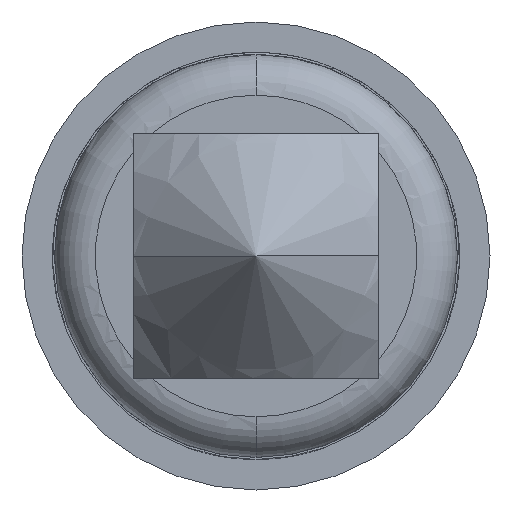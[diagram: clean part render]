
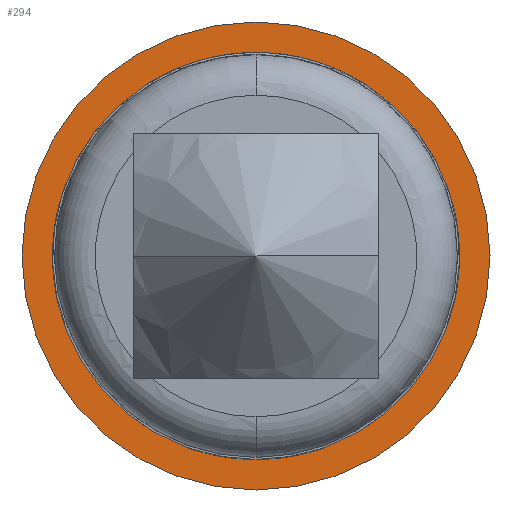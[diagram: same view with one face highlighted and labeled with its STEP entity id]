
A CAD part, front view. The second image highlights one B-rep face of the part: STEP entity #294.
In plain terms, the highlighted planar face has unit normal (0, -1, 0).
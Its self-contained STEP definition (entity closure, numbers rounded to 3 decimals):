
#172 = CIRCLE ( 'NONE', #2556, 0.575 ) ;
#189 = DIRECTION ( 'NONE',  ( 0., 1., 0. ) ) ;
#294 = ADVANCED_FACE ( 'Defeature ausgef�hrt1_9', ( #2019, #3310 ), #358, .T. ) ;
#358 = PLANE ( 'NONE',  #3113 ) ;
#465 = VERTEX_POINT ( 'NONE', #3088 ) ;
#555 = EDGE_LOOP ( 'NONE', ( #2065, #4204 ) ) ;
#651 = CIRCLE ( 'NONE', #3844, 0.5 ) ;
#695 = CARTESIAN_POINT ( 'NONE',  ( -0.575, -0.2, 0. ) ) ;
#826 = DIRECTION ( 'NONE',  ( 0., 0., 1. ) ) ;
#842 = CARTESIAN_POINT ( 'NONE',  ( 0., -0.2, 0. ) ) ;
#913 = ORIENTED_EDGE ( 'NONE', *, *, #1984, .T. ) ;
#1113 = CIRCLE ( 'NONE', #2216, 0.5 ) ;
#1167 = VERTEX_POINT ( 'NONE', #2783 ) ;
#1276 = CARTESIAN_POINT ( 'NONE',  ( 0., -0.2, 0. ) ) ;
#1405 = CIRCLE ( 'NONE', #1674, 0.575 ) ;
#1674 = AXIS2_PLACEMENT_3D ( 'NONE', #842, #189, #3714 ) ;
#1722 = EDGE_CURVE ( 'NONE', #4052, #2106, #172, .T. ) ;
#1831 = CARTESIAN_POINT ( 'NONE',  ( 0., -0.2, 0. ) ) ;
#1984 = EDGE_CURVE ( 'NONE', #465, #1167, #651, .T. ) ;
#2019 = FACE_BOUND ( 'NONE', #2762, .T. ) ;
#2065 = ORIENTED_EDGE ( 'NONE', *, *, #3264, .F. ) ;
#2106 = VERTEX_POINT ( 'NONE', #2324 ) ;
#2216 = AXIS2_PLACEMENT_3D ( 'NONE', #2415, #3037, #2740 ) ;
#2259 = DIRECTION ( 'NONE',  ( 0., 1., 0. ) ) ;
#2324 = CARTESIAN_POINT ( 'NONE',  ( 0., -0.2, 0.575 ) ) ;
#2415 = CARTESIAN_POINT ( 'NONE',  ( 0., -0.2, 0. ) ) ;
#2490 = DIRECTION ( 'NONE',  ( 0., 1., 0. ) ) ;
#2556 = AXIS2_PLACEMENT_3D ( 'NONE', #1276, #2259, #3870 ) ;
#2674 = DIRECTION ( 'NONE',  ( 0., -1., 0. ) ) ;
#2740 = DIRECTION ( 'NONE',  ( 0., 0., 1. ) ) ;
#2762 = EDGE_LOOP ( 'NONE', ( #3301, #913 ) ) ;
#2783 = CARTESIAN_POINT ( 'NONE',  ( 0., -0.2, 0.5 ) ) ;
#2993 = DIRECTION ( 'NONE',  ( 0., 0., -1. ) ) ;
#3037 = DIRECTION ( 'NONE',  ( 0., 1., 0. ) ) ;
#3088 = CARTESIAN_POINT ( 'NONE',  ( 0., -0.2, -0.5 ) ) ;
#3113 = AXIS2_PLACEMENT_3D ( 'NONE', #695, #2674, #2993 ) ;
#3264 = EDGE_CURVE ( 'NONE', #2106, #4052, #1405, .T. ) ;
#3301 = ORIENTED_EDGE ( 'NONE', *, *, #3649, .T. ) ;
#3310 = FACE_OUTER_BOUND ( 'NONE', #555, .T. ) ;
#3649 = EDGE_CURVE ( 'NONE', #1167, #465, #1113, .T. ) ;
#3701 = CARTESIAN_POINT ( 'NONE',  ( 0., -0.2, -0.575 ) ) ;
#3714 = DIRECTION ( 'NONE',  ( 0., 0., 1. ) ) ;
#3844 = AXIS2_PLACEMENT_3D ( 'NONE', #1831, #2490, #826 ) ;
#3870 = DIRECTION ( 'NONE',  ( 0., 0., 1. ) ) ;
#4052 = VERTEX_POINT ( 'NONE', #3701 ) ;
#4204 = ORIENTED_EDGE ( 'NONE', *, *, #1722, .F. ) ;
